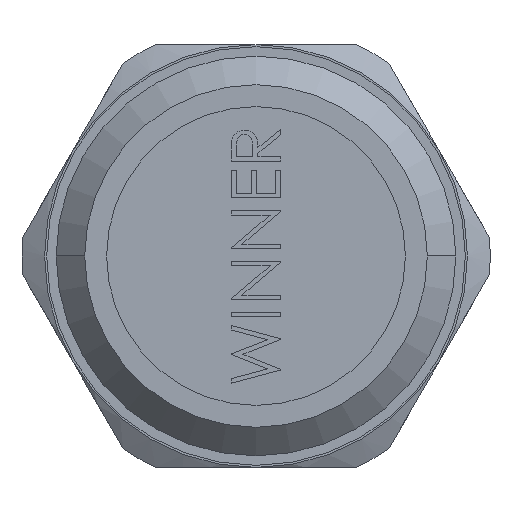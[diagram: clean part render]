
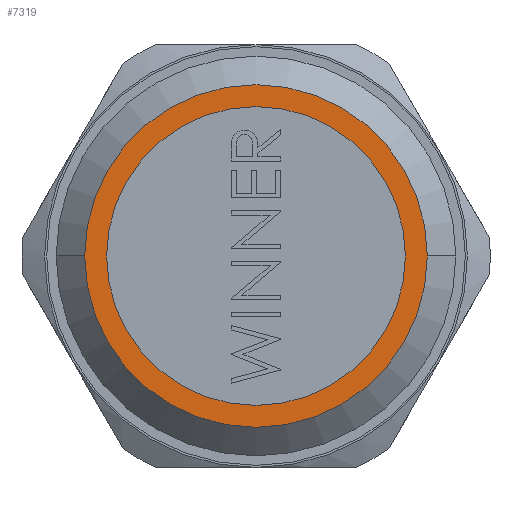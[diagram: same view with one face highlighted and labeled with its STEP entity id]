
A CAD part, left-side view. The second image highlights one B-rep face of the part: STEP entity #7319.
In plain terms, the highlighted planar face has unit normal (-1, 0, 0).
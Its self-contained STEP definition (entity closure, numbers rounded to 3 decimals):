
#195 = CARTESIAN_POINT ( 'NONE',  ( -41.9, 0., 0. ) ) ;
#432 = AXIS2_PLACEMENT_3D ( 'NONE', #3883, #6071, #2474 ) ;
#954 = AXIS2_PLACEMENT_3D ( 'NONE', #8689, #1083, #8040 ) ;
#987 = EDGE_CURVE ( 'NONE', #3791, #4046, #5200, .T. ) ;
#1083 = DIRECTION ( 'NONE',  ( 1., 0., 0. ) ) ;
#1151 = CARTESIAN_POINT ( 'NONE',  ( -41.9, 0., 7.85 ) ) ;
#1723 = PLANE ( 'NONE',  #4012 ) ;
#1740 = CARTESIAN_POINT ( 'NONE',  ( -41.9, 0., 0. ) ) ;
#1774 = DIRECTION ( 'NONE',  ( 0., 0., -1. ) ) ;
#1965 = EDGE_CURVE ( 'NONE', #7372, #5220, #7325, .T. ) ;
#2139 = DIRECTION ( 'NONE',  ( 0., 1., 0. ) ) ;
#2474 = DIRECTION ( 'NONE',  ( 0., 0., -1. ) ) ;
#2717 = EDGE_LOOP ( 'NONE', ( #8993, #8931 ) ) ;
#3163 = FACE_BOUND ( 'NONE', #2717, .T. ) ;
#3638 = CIRCLE ( 'NONE', #7332, 7.85 ) ;
#3791 = VERTEX_POINT ( 'NONE', #7002 ) ;
#3883 = CARTESIAN_POINT ( 'NONE',  ( -41.9, 0., 0. ) ) ;
#4012 = AXIS2_PLACEMENT_3D ( 'NONE', #5343, #5990, #4507 ) ;
#4046 = VERTEX_POINT ( 'NONE', #7165 ) ;
#4087 = AXIS2_PLACEMENT_3D ( 'NONE', #195, #7856, #2139 ) ;
#4313 = EDGE_LOOP ( 'NONE', ( #6182, #7802 ) ) ;
#4507 = DIRECTION ( 'NONE',  ( 0., -1., 0. ) ) ;
#5200 = CIRCLE ( 'NONE', #954, 9. ) ;
#5220 = VERTEX_POINT ( 'NONE', #5264 ) ;
#5264 = CARTESIAN_POINT ( 'NONE',  ( -41.9, 0., -7.85 ) ) ;
#5343 = CARTESIAN_POINT ( 'NONE',  ( -41.9, 0., 0. ) ) ;
#5911 = EDGE_CURVE ( 'NONE', #5220, #7372, #3638, .T. ) ;
#5990 = DIRECTION ( 'NONE',  ( -1., 0., 0. ) ) ;
#6071 = DIRECTION ( 'NONE',  ( -1., 0., 0. ) ) ;
#6182 = ORIENTED_EDGE ( 'NONE', *, *, #987, .F. ) ;
#6367 = FACE_OUTER_BOUND ( 'NONE', #4313, .T. ) ;
#6901 = CIRCLE ( 'NONE', #4087, 9. ) ;
#7002 = CARTESIAN_POINT ( 'NONE',  ( -41.9, 9., 0. ) ) ;
#7165 = CARTESIAN_POINT ( 'NONE',  ( -41.9, -9., 0. ) ) ;
#7319 = ADVANCED_FACE ( 'NONE', ( #6367, #3163 ), #1723, .T. ) ;
#7325 = CIRCLE ( 'NONE', #432, 7.85 ) ;
#7332 = AXIS2_PLACEMENT_3D ( 'NONE', #1740, #7347, #1774 ) ;
#7347 = DIRECTION ( 'NONE',  ( -1., 0., 0. ) ) ;
#7372 = VERTEX_POINT ( 'NONE', #1151 ) ;
#7685 = EDGE_CURVE ( 'NONE', #4046, #3791, #6901, .T. ) ;
#7802 = ORIENTED_EDGE ( 'NONE', *, *, #7685, .F. ) ;
#7856 = DIRECTION ( 'NONE',  ( 1., 0., 0. ) ) ;
#8040 = DIRECTION ( 'NONE',  ( 0., 1., 0. ) ) ;
#8689 = CARTESIAN_POINT ( 'NONE',  ( -41.9, 0., 0. ) ) ;
#8931 = ORIENTED_EDGE ( 'NONE', *, *, #1965, .F. ) ;
#8993 = ORIENTED_EDGE ( 'NONE', *, *, #5911, .F. ) ;
